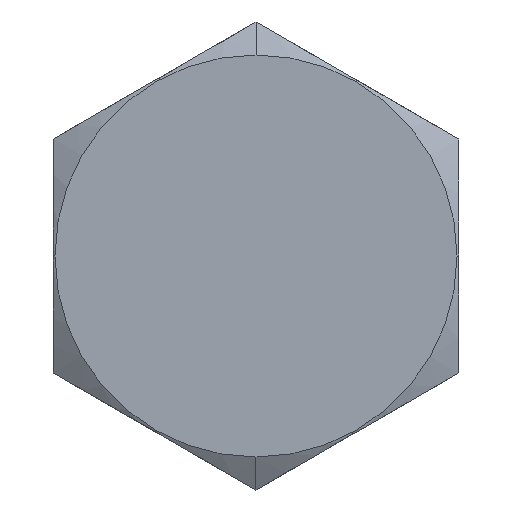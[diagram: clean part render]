
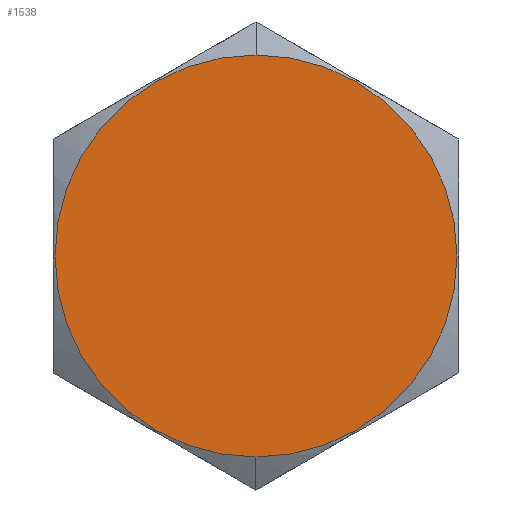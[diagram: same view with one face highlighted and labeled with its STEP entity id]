
A CAD part, front view. The second image highlights one B-rep face of the part: STEP entity #1538.
In plain terms, the highlighted planar face has unit normal (0, -1, 0).
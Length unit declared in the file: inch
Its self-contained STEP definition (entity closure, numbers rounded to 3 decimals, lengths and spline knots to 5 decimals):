
#686 = CIRCLE ( 'NONE', #6449, 0.62 ) ;
#1162 = CIRCLE ( 'NONE', #5976, 0.62 ) ;
#1538 = ADVANCED_FACE ( 'NONE', ( #9292 ), #11587, .F. ) ;
#1600 = CARTESIAN_POINT ( 'NONE',  ( 0., 0., 0. ) ) ;
#2531 = AXIS2_PLACEMENT_3D ( 'NONE', #3978, #10657, #5838 ) ;
#3057 = EDGE_CURVE ( 'NONE', #11088, #10877, #1162, .T. ) ;
#3059 = EDGE_LOOP ( 'NONE', ( #6998, #8925 ) ) ;
#3816 = CARTESIAN_POINT ( 'NONE',  ( 0., 0., 0. ) ) ;
#3978 = CARTESIAN_POINT ( 'NONE',  ( 0., 0., 0. ) ) ;
#4384 = DIRECTION ( 'NONE',  ( 0., -1., 0. ) ) ;
#5838 = DIRECTION ( 'NONE',  ( 0., 0., 1. ) ) ;
#5976 = AXIS2_PLACEMENT_3D ( 'NONE', #1600, #4384, #7264 ) ;
#6449 = AXIS2_PLACEMENT_3D ( 'NONE', #3816, #12346, #8585 ) ;
#6500 = EDGE_CURVE ( 'NONE', #10877, #11088, #686, .T. ) ;
#6998 = ORIENTED_EDGE ( 'NONE', *, *, #6500, .T. ) ;
#7264 = DIRECTION ( 'NONE',  ( 0., 0., -1. ) ) ;
#7463 = CARTESIAN_POINT ( 'NONE',  ( 0., 0., 0.62 ) ) ;
#8585 = DIRECTION ( 'NONE',  ( 0., 0., -1. ) ) ;
#8925 = ORIENTED_EDGE ( 'NONE', *, *, #3057, .T. ) ;
#9292 = FACE_OUTER_BOUND ( 'NONE', #3059, .T. ) ;
#10657 = DIRECTION ( 'NONE',  ( 0., 1., 0. ) ) ;
#10756 = CARTESIAN_POINT ( 'NONE',  ( 0., 0., -0.62 ) ) ;
#10877 = VERTEX_POINT ( 'NONE', #7463 ) ;
#11088 = VERTEX_POINT ( 'NONE', #10756 ) ;
#11587 = PLANE ( 'NONE',  #2531 ) ;
#12346 = DIRECTION ( 'NONE',  ( 0., -1., 0. ) ) ;
